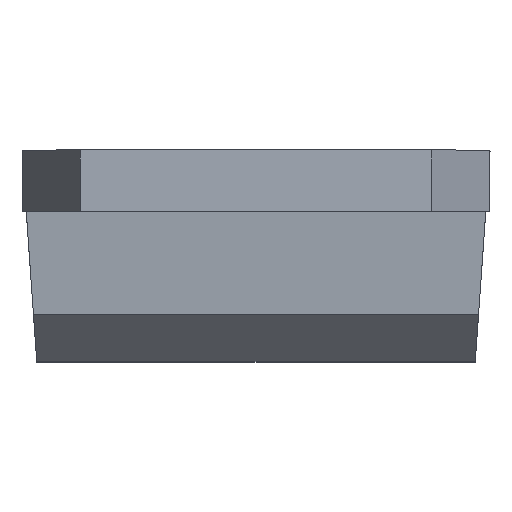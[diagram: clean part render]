
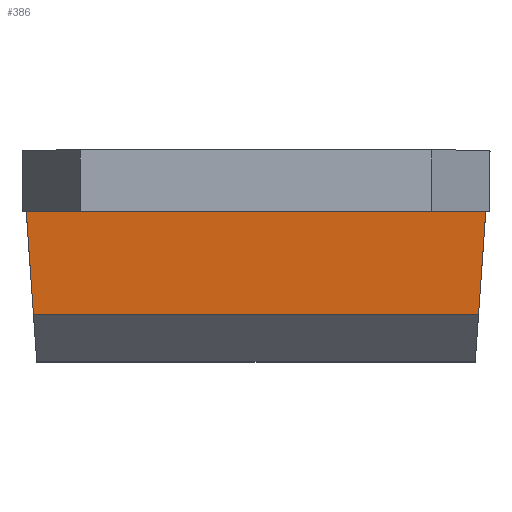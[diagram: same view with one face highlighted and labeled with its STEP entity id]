
A CAD part, top view. The second image highlights one B-rep face of the part: STEP entity #386.
In plain terms, the highlighted planar face has unit normal (0, -0.07, 0.998).
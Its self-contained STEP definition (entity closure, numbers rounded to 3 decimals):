
#386=ADVANCED_FACE('',(#1021),#1023,.T.);
#1021=FACE_BOUND('',#1022,.T.);
#1022=EDGE_LOOP('',(#1520,#1521,#1522,#1523));
#1023=PLANE('',#1024);
#1024=AXIS2_PLACEMENT_3D('',#1025,#1026,#1027);
#1025=CARTESIAN_POINT('',(-4.626,-6.9,11.801));
#1026=DIRECTION('',(0.,-0.07,0.998));
#1027=DIRECTION('',(1.,0.,0.));
#1520=ORIENTED_EDGE('',*,*,#1839,.F.);
#1521=ORIENTED_EDGE('',*,*,#1800,.T.);
#1522=ORIENTED_EDGE('',*,*,#1840,.F.);
#1523=ORIENTED_EDGE('',*,*,#1808,.F.);
#1800=EDGE_CURVE('',#2047,#2045,#2048,.T.);
#1808=EDGE_CURVE('',#2061,#2063,#2064,.T.);
#1839=EDGE_CURVE('',#2047,#2061,#2114,.F.);
#1840=EDGE_CURVE('',#2063,#2045,#2115,.T.);
#2045=VERTEX_POINT('',#2511);
#2047=VERTEX_POINT('',#2515);
#2048=LINE('',#2516,#2517);
#2061=VERTEX_POINT('',#2551);
#2063=VERTEX_POINT('',#2555);
#2064=LINE('',#2556,#2557);
#2114=LINE('',#2676,#2677);
#2115=LINE('',#2679,#2680);
#2511=CARTESIAN_POINT('',(5.227,1.7,12.402));
#2515=CARTESIAN_POINT('',(5.065,-0.625,12.24));
#2516=CARTESIAN_POINT('',(5.065,-0.625,12.24));
#2517=VECTOR('',#2518,1.);
#2518=DIRECTION('',(0.07,0.995,0.07));
#2551=CARTESIAN_POINT('',(-5.065,-0.625,12.24));
#2555=CARTESIAN_POINT('',(-5.227,1.7,12.402));
#2556=CARTESIAN_POINT('',(-5.065,-0.625,12.24));
#2557=VECTOR('',#2558,1.);
#2558=DIRECTION('',(-0.07,0.995,0.07));
#2676=CARTESIAN_POINT('',(-5.065,-0.625,12.24));
#2677=VECTOR('',#2678,1.);
#2678=DIRECTION('',(1.,0.,0.));
#2679=CARTESIAN_POINT('',(-5.227,1.7,12.402));
#2680=VECTOR('',#2681,1.);
#2681=DIRECTION('',(1.,0.,0.));
